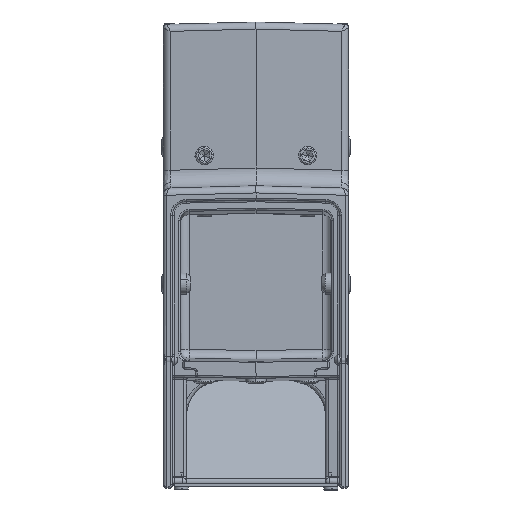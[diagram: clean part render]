
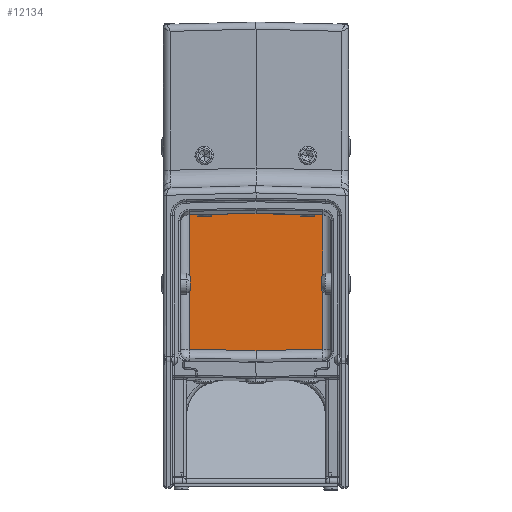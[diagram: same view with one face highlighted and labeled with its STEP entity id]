
A CAD part, left-side view. The second image highlights one B-rep face of the part: STEP entity #12134.
In plain terms, the highlighted planar face has unit normal (-1, 0, 0).
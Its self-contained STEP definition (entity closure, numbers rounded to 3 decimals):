
#446 = CARTESIAN_POINT ( 'NONE',  ( 5.362, 0.094, -15.665 ) ) ;
#447 = DIRECTION ( 'NONE',  ( 0., 1., 0.017 ) ) ;
#922 = VECTOR ( 'NONE', #447, 1000. ) ;
#1288 = VECTOR ( 'NONE', #2453, 1000. ) ;
#1289 = VECTOR ( 'NONE', #2455, 1000. ) ;
#1290 = VECTOR ( 'NONE', #2457, 1000. ) ;
#1291 = VECTOR ( 'NONE', #2459, 1000. ) ;
#2452 = CARTESIAN_POINT ( 'NONE',  ( 5.362, 37.5, -96.686 ) ) ;
#2453 = DIRECTION ( 'NONE',  ( 0., 0., -1. ) ) ;
#2454 = CARTESIAN_POINT ( 'NONE',  ( 5.362, -0.086, -92.515 ) ) ;
#2455 = DIRECTION ( 'NONE',  ( 0., -1., -0.017 ) ) ;
#2456 = CARTESIAN_POINT ( 'NONE',  ( 5.362, -42.414, -91.773 ) ) ;
#2457 = DIRECTION ( 'NONE',  ( 0., -1., 0.017 ) ) ;
#2458 = CARTESIAN_POINT ( 'NONE',  ( 5.362, -37.5, -11.047 ) ) ;
#2459 = DIRECTION ( 'NONE',  ( 0., 0., 1. ) ) ;
#10237 = PLANE ( 'NONE',  #35556 ) ;
#10238 = CARTESIAN_POINT ( 'NONE',  ( 5.362, -42.5, -11.047 ) ) ;
#10239 = DIRECTION ( 'NONE',  ( 1., 0., 0. ) ) ;
#10240 = DIRECTION ( 'NONE',  ( 0., 0., -1. ) ) ;
#12134 = ADVANCED_FACE ( 'NONE', ( #25067 ), #10237, .F. ) ;
#14819 = VERTEX_POINT ( 'NONE', #39076 ) ;
#14824 = VERTEX_POINT ( 'NONE', #39081 ) ;
#15149 = VERTEX_POINT ( 'NONE', #39412 ) ;
#15150 = VERTEX_POINT ( 'NONE', #39413 ) ;
#15151 = VERTEX_POINT ( 'NONE', #39414 ) ;
#17086 = EDGE_CURVE ( 'NONE', #14819, #14824, #37706, .T. ) ;
#17490 = EDGE_CURVE ( 'NONE', #14824, #15149, #37976, .T. ) ;
#17491 = EDGE_CURVE ( 'NONE', #15149, #15150, #37977, .T. ) ;
#17492 = EDGE_CURVE ( 'NONE', #15150, #15151, #37978, .T. ) ;
#17493 = EDGE_CURVE ( 'NONE', #15151, #14819, #37979, .T. ) ;
#18336 = ORIENTED_EDGE ( 'NONE', *, *, #17491, .T. ) ;
#18338 = ORIENTED_EDGE ( 'NONE', *, *, #17086, .T. ) ;
#18339 = ORIENTED_EDGE ( 'NONE', *, *, #17490, .T. ) ;
#18340 = ORIENTED_EDGE ( 'NONE', *, *, #17492, .T. ) ;
#18341 = ORIENTED_EDGE ( 'NONE', *, *, #17493, .T. ) ;
#19871 = EDGE_LOOP ( 'NONE', ( #18338, #18339, #18336, #18340, #18341 ) ) ;
#25067 = FACE_OUTER_BOUND ( 'NONE', #19871, .T. ) ;
#35556 = AXIS2_PLACEMENT_3D ( 'NONE', #10238, #10239, #10240 ) ;
#37706 = LINE ( 'NONE', #446, #922 ) ;
#37976 = LINE ( 'NONE', #2452, #1288 ) ;
#37977 = LINE ( 'NONE', #2454, #1289 ) ;
#37978 = LINE ( 'NONE', #2456, #1290 ) ;
#37979 = LINE ( 'NONE', #2458, #1291 ) ;
#39076 = CARTESIAN_POINT ( 'NONE',  ( 5.362, -37.5, -16.322 ) ) ;
#39081 = CARTESIAN_POINT ( 'NONE',  ( 5.362, 37.5, -15.01 ) ) ;
#39412 = CARTESIAN_POINT ( 'NONE',  ( 5.362, 37.5, -91.859 ) ) ;
#39413 = CARTESIAN_POINT ( 'NONE',  ( 5.362, 0., -92.514 ) ) ;
#39414 = CARTESIAN_POINT ( 'NONE',  ( 5.362, -37.5, -91.859 ) ) ;
